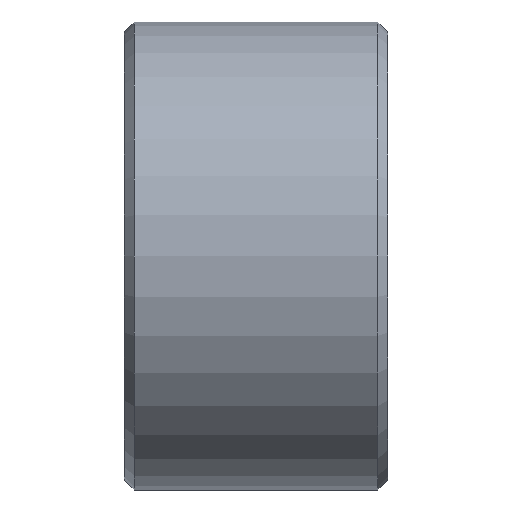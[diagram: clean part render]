
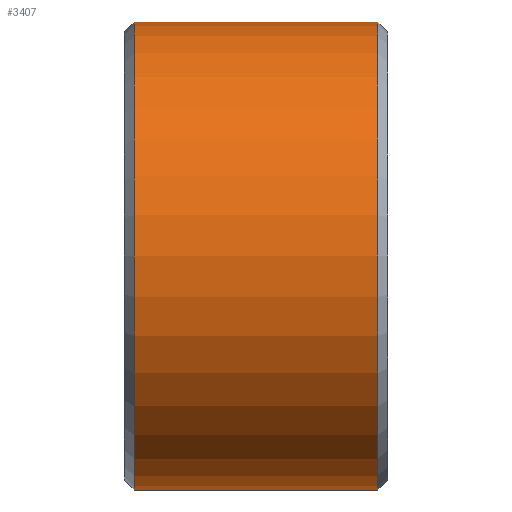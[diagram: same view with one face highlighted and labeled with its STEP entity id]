
A CAD part, left-side view. The second image highlights one B-rep face of the part: STEP entity #3407.
In plain terms, the highlighted cylindrical face has radius 24 mm (diameter 48 mm), a partial arc.
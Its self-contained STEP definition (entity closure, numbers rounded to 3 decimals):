
#161 = CARTESIAN_POINT ( 'NONE',  ( 0., 1., 24. ) ) ;
#176 = DIRECTION ( 'NONE',  ( 0., 0., 1. ) ) ;
#238 = LINE ( 'NONE', #882, #2700 ) ;
#250 = DIRECTION ( 'NONE',  ( 0., 0., 1. ) ) ;
#451 = FACE_OUTER_BOUND ( 'NONE', #1537, .T. ) ;
#494 = DIRECTION ( 'NONE',  ( 0., -1., 0. ) ) ;
#576 = VERTEX_POINT ( 'NONE', #161 ) ;
#660 = CARTESIAN_POINT ( 'NONE',  ( 0., 27., 24. ) ) ;
#882 = CARTESIAN_POINT ( 'NONE',  ( 0., 27., -24. ) ) ;
#1352 = ORIENTED_EDGE ( 'NONE', *, *, #2359, .T. ) ;
#1433 = AXIS2_PLACEMENT_3D ( 'NONE', #2980, #1699, #2710 ) ;
#1440 = DIRECTION ( 'NONE',  ( 0., -1., 0. ) ) ;
#1495 = VERTEX_POINT ( 'NONE', #2840 ) ;
#1537 = EDGE_LOOP ( 'NONE', ( #2287, #2095, #2557, #1352 ) ) ;
#1596 = VERTEX_POINT ( 'NONE', #2466 ) ;
#1615 = EDGE_CURVE ( 'NONE', #2774, #1596, #238, .T. ) ;
#1639 = CYLINDRICAL_SURFACE ( 'NONE', #1433, 24. ) ;
#1699 = DIRECTION ( 'NONE',  ( 0., -1., 0. ) ) ;
#1736 = EDGE_CURVE ( 'NONE', #1495, #2774, #3156, .T. ) ;
#2095 = ORIENTED_EDGE ( 'NONE', *, *, #1736, .T. ) ;
#2287 = ORIENTED_EDGE ( 'NONE', *, *, #2753, .F. ) ;
#2346 = CARTESIAN_POINT ( 'NONE',  ( 0., 1., 0. ) ) ;
#2359 = EDGE_CURVE ( 'NONE', #1596, #576, #2526, .T. ) ;
#2466 = CARTESIAN_POINT ( 'NONE',  ( 0., 1., -24. ) ) ;
#2526 = CIRCLE ( 'NONE', #2881, 24. ) ;
#2557 = ORIENTED_EDGE ( 'NONE', *, *, #1615, .T. ) ;
#2611 = CARTESIAN_POINT ( 'NONE',  ( 0., 26., 0. ) ) ;
#2700 = VECTOR ( 'NONE', #1440, 1000. ) ;
#2710 = DIRECTION ( 'NONE',  ( 0., 0., -1. ) ) ;
#2753 = EDGE_CURVE ( 'NONE', #1495, #576, #2765, .T. ) ;
#2765 = LINE ( 'NONE', #660, #3040 ) ;
#2774 = VERTEX_POINT ( 'NONE', #3121 ) ;
#2840 = CARTESIAN_POINT ( 'NONE',  ( 0., 26., 24. ) ) ;
#2881 = AXIS2_PLACEMENT_3D ( 'NONE', #2346, #3116, #176 ) ;
#2980 = CARTESIAN_POINT ( 'NONE',  ( 0., 27., 0. ) ) ;
#3017 = DIRECTION ( 'NONE',  ( 0., -1., 0. ) ) ;
#3040 = VECTOR ( 'NONE', #3017, 1000. ) ;
#3116 = DIRECTION ( 'NONE',  ( 0., 1., 0. ) ) ;
#3121 = CARTESIAN_POINT ( 'NONE',  ( 0., 26., -24. ) ) ;
#3156 = CIRCLE ( 'NONE', #3405, 24. ) ;
#3405 = AXIS2_PLACEMENT_3D ( 'NONE', #2611, #494, #250 ) ;
#3407 = ADVANCED_FACE ( 'NONE', ( #451 ), #1639, .T. ) ;
